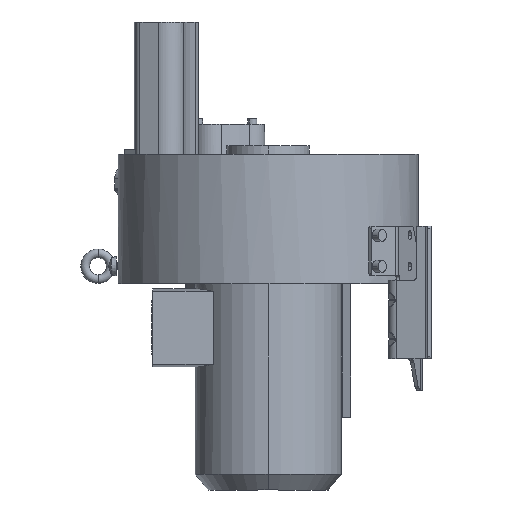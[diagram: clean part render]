
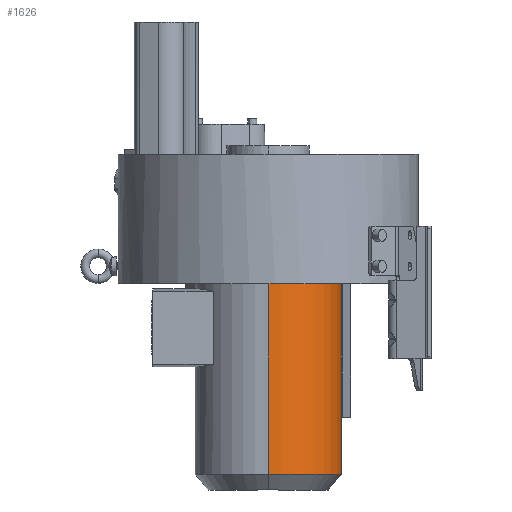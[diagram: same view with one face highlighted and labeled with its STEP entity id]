
A CAD part, left-side view. The second image highlights one B-rep face of the part: STEP entity #1626.
In plain terms, the highlighted cylindrical face has radius 79.5 mm (diameter 159 mm), a partial arc.
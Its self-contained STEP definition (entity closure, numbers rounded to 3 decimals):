
#283=CIRCLE('',#10914,79.5);
#732=CIRCLE('',#11894,79.5);
#1626=ADVANCED_FACE('',(#2437),#1893,.T.);
#1893=CYLINDRICAL_SURFACE('',#11895,79.5);
#2437=FACE_OUTER_BOUND('',#3072,.T.);
#3072=EDGE_LOOP('',(#6678,#6679,#6680,#6681));
#6678=ORIENTED_EDGE('',*,*,#9457,.T.);
#6679=ORIENTED_EDGE('',*,*,#7969,.T.);
#6680=ORIENTED_EDGE('',*,*,#9458,.F.);
#6681=ORIENTED_EDGE('',*,*,#9459,.F.);
#6856=VERTEX_POINT('',#15588);
#6857=VERTEX_POINT('',#15589);
#7834=VERTEX_POINT('',#23404);
#7835=VERTEX_POINT('',#23406);
#7969=EDGE_CURVE('',#6856,#6857,#283,.T.);
#9457=EDGE_CURVE('',#7834,#6856,#10146,.T.);
#9458=EDGE_CURVE('',#7835,#6857,#10147,.T.);
#9459=EDGE_CURVE('',#7834,#7835,#732,.T.);
#10146=LINE('',#23403,#10847);
#10147=LINE('',#23405,#10848);
#10847=VECTOR('',#14636,1.);
#10848=VECTOR('',#14637,1.);
#10914=AXIS2_PLACEMENT_3D('',#15587,#12056,#12057);
#11894=AXIS2_PLACEMENT_3D('',#23407,#14638,#14639);
#11895=AXIS2_PLACEMENT_3D('',#23408,#14640,#14641);
#12056=DIRECTION('',(0.,0.,-1.));
#12057=DIRECTION('',(1.,0.,0.));
#14636=DIRECTION('',(0.,0.,1.));
#14637=DIRECTION('',(0.,0.,1.));
#14638=DIRECTION('',(0.,0.,-1.));
#14639=DIRECTION('',(1.,0.,0.));
#14640=DIRECTION('',(0.,0.,-1.));
#14641=DIRECTION('',(-1.,0.,0.));
#15587=CARTESIAN_POINT('',(0.,0.,-104.));
#15588=CARTESIAN_POINT('',(79.5,0.,-104.));
#15589=CARTESIAN_POINT('',(-79.5,0.,-104.));
#23403=CARTESIAN_POINT('',(79.5,0.,-102.591));
#23404=CARTESIAN_POINT('',(79.5,0.,-311.991));
#23405=CARTESIAN_POINT('',(-79.5,0.,-102.591));
#23406=CARTESIAN_POINT('',(-79.5,0.,-311.991));
#23407=CARTESIAN_POINT('',(0.,0.,-311.991));
#23408=CARTESIAN_POINT('',(0.,0.,-102.591));
